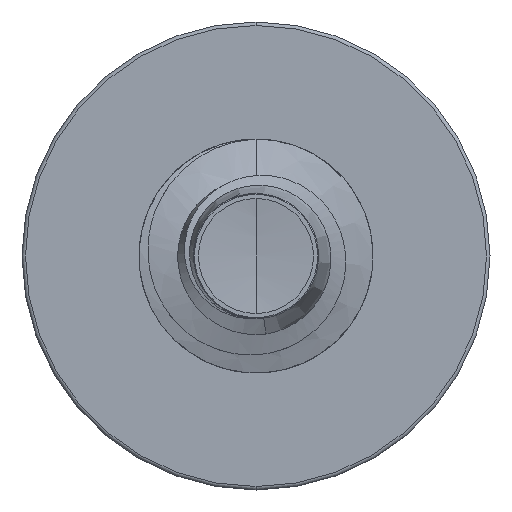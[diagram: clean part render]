
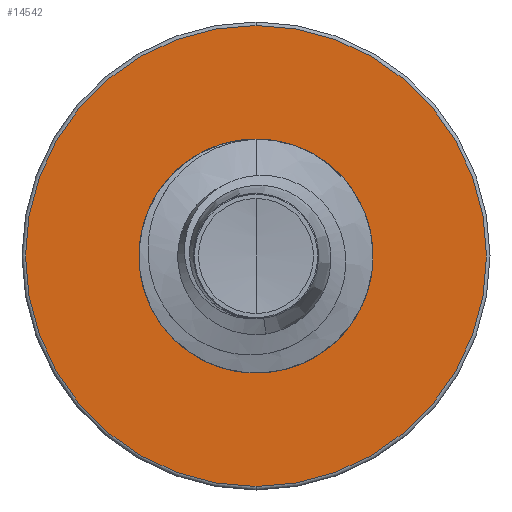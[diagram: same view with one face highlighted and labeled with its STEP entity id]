
A CAD part, front view. The second image highlights one B-rep face of the part: STEP entity #14542.
In plain terms, the highlighted planar face has unit normal (0, -1, 0).
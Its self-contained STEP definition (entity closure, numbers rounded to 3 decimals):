
#60 = DIRECTION ( 'NONE',  ( 0., 0., 1. ) ) ;
#367 = AXIS2_PLACEMENT_3D ( 'NONE', #10426, #2603, #11750 ) ;
#493 = CIRCLE ( 'NONE', #16312, 2.842 ) ;
#635 = CARTESIAN_POINT ( 'NONE',  ( 0., 15., -2.842 ) ) ;
#654 = CIRCLE ( 'NONE', #367, 5.91 ) ;
#819 = AXIS2_PLACEMENT_3D ( 'NONE', #15724, #7973, #60 ) ;
#1384 = DIRECTION ( 'NONE',  ( 0., 0., 1. ) ) ;
#2603 = DIRECTION ( 'NONE',  ( 0., 1., 0. ) ) ;
#2733 = EDGE_CURVE ( 'NONE', #3343, #3376, #493, .T. ) ;
#2958 = EDGE_LOOP ( 'NONE', ( #13629, #13389 ) ) ;
#3343 = VERTEX_POINT ( 'NONE', #635 ) ;
#3376 = VERTEX_POINT ( 'NONE', #13775 ) ;
#3514 = AXIS2_PLACEMENT_3D ( 'NONE', #9208, #9266, #1384 ) ;
#3842 = DIRECTION ( 'NONE',  ( 0., 1., 0. ) ) ;
#4405 = AXIS2_PLACEMENT_3D ( 'NONE', #11634, #3842, #12971 ) ;
#4645 = EDGE_LOOP ( 'NONE', ( #6316, #10813 ) ) ;
#4749 = VERTEX_POINT ( 'NONE', #6941 ) ;
#5351 = FACE_BOUND ( 'NONE', #2958, .T. ) ;
#5432 = FACE_OUTER_BOUND ( 'NONE', #4645, .T. ) ;
#5843 = CARTESIAN_POINT ( 'NONE',  ( 0., 15., 0. ) ) ;
#6316 = ORIENTED_EDGE ( 'NONE', *, *, #11238, .F. ) ;
#6401 = VERTEX_POINT ( 'NONE', #8389 ) ;
#6941 = CARTESIAN_POINT ( 'NONE',  ( 0., 15., -5.91 ) ) ;
#7136 = DIRECTION ( 'NONE',  ( 0., 0., 1. ) ) ;
#7973 = DIRECTION ( 'NONE',  ( 0., 1., 0. ) ) ;
#8389 = CARTESIAN_POINT ( 'NONE',  ( 0., 15., 5.91 ) ) ;
#9208 = CARTESIAN_POINT ( 'NONE',  ( 0., 15., -2.842 ) ) ;
#9266 = DIRECTION ( 'NONE',  ( 0., 1., 0. ) ) ;
#9646 = CIRCLE ( 'NONE', #819, 2.842 ) ;
#10426 = CARTESIAN_POINT ( 'NONE',  ( 0., 15., 0. ) ) ;
#10813 = ORIENTED_EDGE ( 'NONE', *, *, #15347, .F. ) ;
#11238 = EDGE_CURVE ( 'NONE', #6401, #4749, #654, .T. ) ;
#11634 = CARTESIAN_POINT ( 'NONE',  ( 0., 15., 0. ) ) ;
#11687 = CIRCLE ( 'NONE', #4405, 5.91 ) ;
#11750 = DIRECTION ( 'NONE',  ( 0., 0., 1. ) ) ;
#11825 = PLANE ( 'NONE',  #3514 ) ;
#12971 = DIRECTION ( 'NONE',  ( 0., 0., 1. ) ) ;
#13389 = ORIENTED_EDGE ( 'NONE', *, *, #2733, .T. ) ;
#13629 = ORIENTED_EDGE ( 'NONE', *, *, #14531, .T. ) ;
#13775 = CARTESIAN_POINT ( 'NONE',  ( 0., 15., 2.842 ) ) ;
#14531 = EDGE_CURVE ( 'NONE', #3376, #3343, #9646, .T. ) ;
#14542 = ADVANCED_FACE ( 'NONE', ( #5432, #5351 ), #11825, .F. ) ;
#14912 = DIRECTION ( 'NONE',  ( 0., 1., 0. ) ) ;
#15347 = EDGE_CURVE ( 'NONE', #4749, #6401, #11687, .T. ) ;
#15724 = CARTESIAN_POINT ( 'NONE',  ( 0., 15., 0. ) ) ;
#16312 = AXIS2_PLACEMENT_3D ( 'NONE', #5843, #14912, #7136 ) ;
